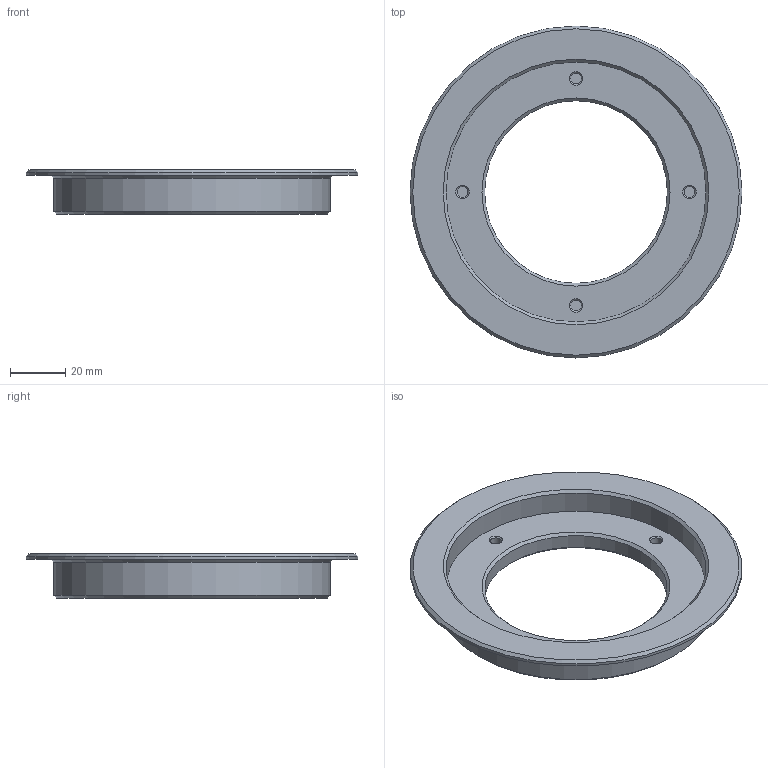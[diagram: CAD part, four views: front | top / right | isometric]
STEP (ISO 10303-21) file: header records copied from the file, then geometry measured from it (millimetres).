
FILE_DESCRIPTION(/* description */ (''),/* implementation_level */ '2;1');
FILE_NAME(/* name */ 'DML Speaker Hardware (Tweeter Mount, Corner Standoffs v1.step',/* time_stamp */ '2024-11-07T01:13:28-08:00',/* author */ (''),/* organization */ (''),/* preprocessor_version */ 'ST-DEVELOPER v20',/* originating_system */ 'Autodesk Translation Framework v13.20.0.188',/* authorisation */ '');
FILE_SCHEMA (('AUTOMOTIVE_DESIGN { 1 0 10303 214 3 1 1 }'));
Length unit declared in the file: millimetre
Products named in the file (1): DML Speaker Hardware (Tweeter Mount, Corner Standoffs
Bounding box: 120 x 120 x 16 mm (x, y, z)
Volume: 45403.7 mm3; surface area: 24243.8 mm2
Topology: 1 solids, 1 shells, 26 faces, 48 edges, 30 vertices
Faces by surface type: cone 10, cylinder 8, plane 8
Full cylindrical faces by diameter (mm): 3.9 x4, 66 x1, 94 x1, 100 x1, 120 x1
Entity records: 691 total; most frequent: DIRECTION 132, CARTESIAN_POINT 105, ORIENTED_EDGE 96, AXIS2_PLACEMENT_3D 57, EDGE_CURVE 48, EDGE_LOOP 34, CIRCLE 30, VERTEX_POINT 30
